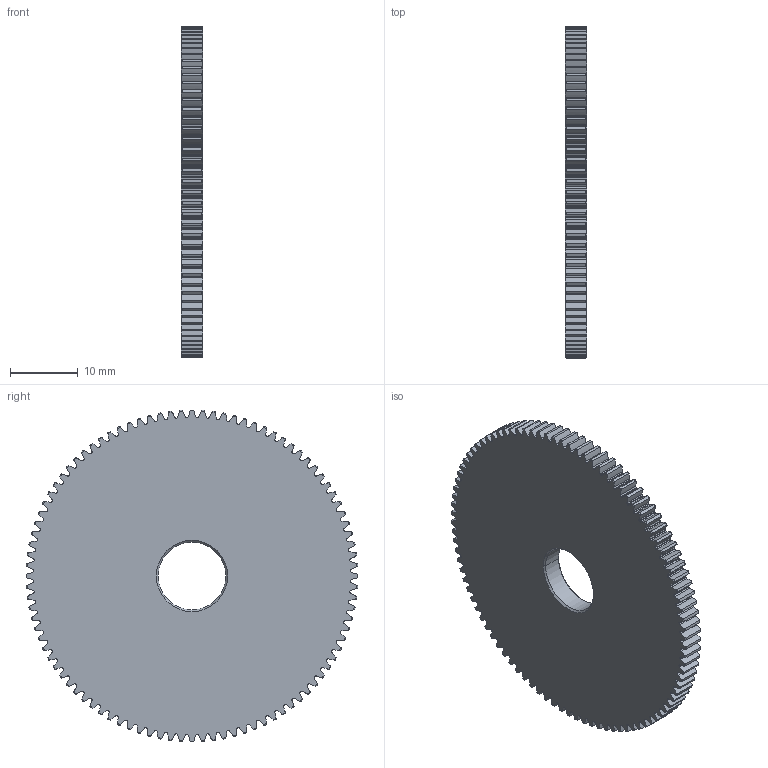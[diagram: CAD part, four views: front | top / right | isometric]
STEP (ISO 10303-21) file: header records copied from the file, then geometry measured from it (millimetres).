
FILE_DESCRIPTION((''),'2;1');
FILE_NAME('S12A05M096N0310','2023-03-23T',('SYSTEM'),(''),'PRO/ENGINEER BY PARAMETRIC TECHNOLOGY CORPORATION, 2016360','PRO/ENGINEER BY PARAMETRIC TECHNOLOGY CORPORATION, 2016360','');
FILE_SCHEMA(('AUTOMOTIVE_DESIGN { 1 0 10303 214 1 1 1 1 }'));
Length unit declared in the file: millimetre
Products named in the file (1): S12A05M096N0310
Bounding box: 3.2 x 49 x 49 mm (x, y, z)
Volume: 5528.2 mm3; surface area: 4467.2 mm2
Topology: 1 solids, 1 shells, 776 faces, 2318 edges, 1544 vertices
Faces by surface type: cylinder 386, torus 192, extrusion 192, cone 4, plane 2
Entity records: 31499 total; most frequent: CARTESIAN_POINT 11016, ORIENTED_EDGE 4636, DIRECTION 3878, EDGE_CURVE 2318, AXIS2_PLACEMENT_3D 1552, VERTEX_POINT 1544, CIRCLE 968, B_SPLINE_CURVE_WITH_KNOTS 960
